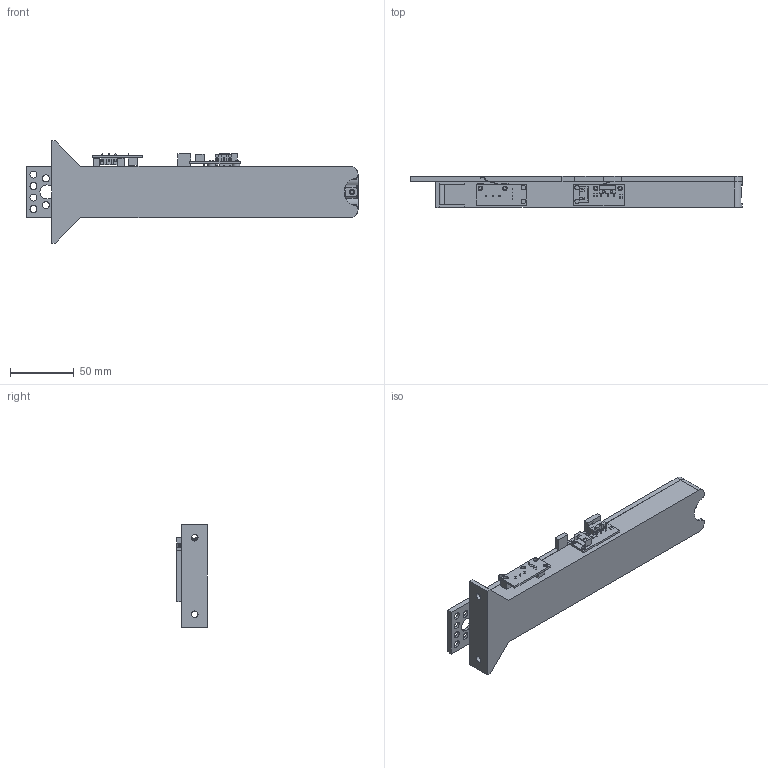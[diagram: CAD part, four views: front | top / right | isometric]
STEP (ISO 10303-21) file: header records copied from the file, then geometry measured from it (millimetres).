
FILE_DESCRIPTION(/* description */ ('','CAx-IF Rec.Pracs.---Representation and Presentation of Product Manufacturing Information (PMI)---4.0---2014-10-13'),/* implementation_level */ '2;1');
FILE_NAME(/* name */ 'moving part with hoses rev 4_v1.step',/* time_stamp */ '2025-01-08T23:54:41+01:00',/* author */ (''),/* organization */ (''),/* preprocessor_version */ 'ST-DEVELOPER v20',/* originating_system */ 'Autodesk Translation Framework v13.20.0.188',/* authorisation */ '');
FILE_SCHEMA (('AP242_MANAGED_MODEL_BASED_3D_ENGINEERING_MIM_LF { 1 0 10303 442 1 1 4 }'));
Length unit declared in the file: millimetre
Products named in the file (8): moving part with hoses rev 4; Linear Actuator LA-M-12-40-30-30 85 v1; Linear Actuator; Shtok of actuator; slider; obudowa; Switch v1; rruki
Assembly tree (8 placements, depth 3):
  moving part with hoses rev 4
    Linear Actuator LA-M-12-40-30-30 85 v1
      Linear Actuator
      Shtok of actuator
    slider
    obudowa
    Switch v1  x2
    rruki
Bounding box: 260 x 24.2 x 80 mm (x, y, z)
Volume: 126261.8 mm3; surface area: 93885.6 mm2
Topology: 8 solids, 8 shells, 904 faces, 2294 edges, 1455 vertices
Faces by surface type: plane 742, cylinder 151, bspline 9, torus 2
Full cylindrical faces by diameter (mm): 1.6 x1, 1.9 x4, 2.7 x5, 3.575 x8, 3.6 x1, 4 x3, 5.2 x2, 5.5 x6, 6 x2, 9 x2, 11 x1
Entity records: 20197 total; most frequent: CARTESIAN_POINT 3838, ORIENTED_EDGE 3310, DIRECTION 3229, EDGE_CURVE 1655, LINE 1345, VECTOR 1345, VERTEX_POINT 1053, AXIS2_PLACEMENT_3D 942
